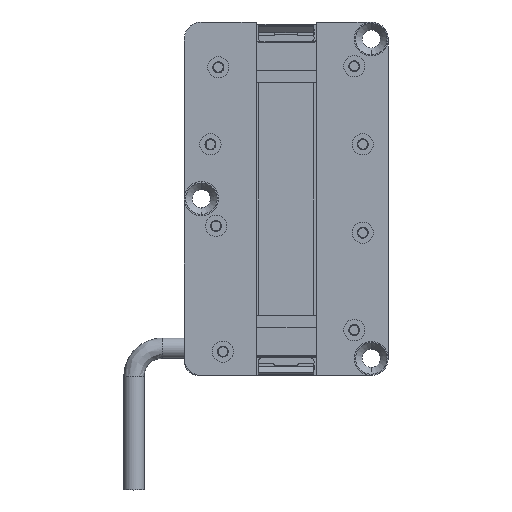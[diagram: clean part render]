
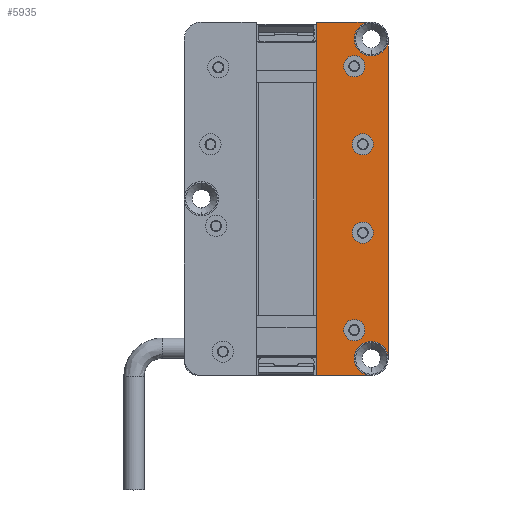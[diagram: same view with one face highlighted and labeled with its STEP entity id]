
A CAD part, front view. The second image highlights one B-rep face of the part: STEP entity #5935.
In plain terms, the highlighted planar face has unit normal (0, -1, 0).
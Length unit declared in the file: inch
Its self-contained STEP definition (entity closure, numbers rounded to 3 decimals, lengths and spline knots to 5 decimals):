
#32 = EDGE_CURVE ( 'NONE', #4779, #1732, #5868, .T. ) ;
#63 = ORIENTED_EDGE ( 'NONE', *, *, #9780, .F. ) ;
#134 = EDGE_CURVE ( 'NONE', #12926, #20964, #3726, .T. ) ;
#337 = LINE ( 'NONE', #20891, #7984 ) ;
#381 = DIRECTION ( 'NONE',  ( 0., 0., -1. ) ) ;
#667 = CARTESIAN_POINT ( 'NONE',  ( 1.65, 0., 3.12 ) ) ;
#751 = DIRECTION ( 'NONE',  ( 0., 1., 0. ) ) ;
#991 = CARTESIAN_POINT ( 'NONE',  ( 1.575, 0., 1.94625 ) ) ;
#1185 = CIRCLE ( 'NONE', #8086, 0.09375 ) ;
#1257 = EDGE_LOOP ( 'NONE', ( #8715, #11210 ) ) ;
#1732 = VERTEX_POINT ( 'NONE', #7065 ) ;
#2133 = AXIS2_PLACEMENT_3D ( 'NONE', #21958, #6623, #8338 ) ;
#2173 = DIRECTION ( 'NONE',  ( 1., 0., 0. ) ) ;
#2303 = DIRECTION ( 'NONE',  ( 0., -1., 0. ) ) ;
#2334 = EDGE_CURVE ( 'NONE', #21673, #10202, #5637, .T. ) ;
#2382 = AXIS2_PLACEMENT_3D ( 'NONE', #14988, #19959, #11366 ) ;
#2518 = CARTESIAN_POINT ( 'NONE',  ( 1.5, 0., 0.49375 ) ) ;
#2808 = DIRECTION ( 'NONE',  ( 0., -1., 0. ) ) ;
#3166 = VERTEX_POINT ( 'NONE', #991 ) ;
#3208 = LINE ( 'NONE', #8308, #21690 ) ;
#3547 = CARTESIAN_POINT ( 'NONE',  ( 1.65, 0., 2.82 ) ) ;
#3564 = LINE ( 'NONE', #8566, #15576 ) ;
#3726 = CIRCLE ( 'NONE', #6249, 0.09375 ) ;
#3868 = DIRECTION ( 'NONE',  ( 0., -1., 0. ) ) ;
#4298 = CARTESIAN_POINT ( 'NONE',  ( 1.165, 0., 3.12 ) ) ;
#4747 = ORIENTED_EDGE ( 'NONE', *, *, #11789, .F. ) ;
#4779 = VERTEX_POINT ( 'NONE', #2518 ) ;
#4862 = ORIENTED_EDGE ( 'NONE', *, *, #16053, .T. ) ;
#4957 = CARTESIAN_POINT ( 'NONE',  ( 1.65, 0., 2.97 ) ) ;
#4966 = EDGE_CURVE ( 'NONE', #1732, #4779, #10046, .T. ) ;
#5339 = CIRCLE ( 'NONE', #7155, 0.09375 ) ;
#5532 = DIRECTION ( 'NONE',  ( 0., 0., 1. ) ) ;
#5637 = CIRCLE ( 'NONE', #2382, 0.09375 ) ;
#5726 = CARTESIAN_POINT ( 'NONE',  ( 1.5, 0., 2.63625 ) ) ;
#5847 = VERTEX_POINT ( 'NONE', #10219 ) ;
#5852 = ORIENTED_EDGE ( 'NONE', *, *, #11224, .F. ) ;
#5868 = CIRCLE ( 'NONE', #14592, 0.09375 ) ;
#5870 = FACE_BOUND ( 'NONE', #18097, .T. ) ;
#5935 = ADVANCED_FACE ( 'NONE', ( #20857, #15791, #5870, #14301, #19828 ), #16123, .F. ) ;
#6034 = DIRECTION ( 'NONE',  ( 0., 0., -1. ) ) ;
#6249 = AXIS2_PLACEMENT_3D ( 'NONE', #15843, #6958, #20683 ) ;
#6446 = VERTEX_POINT ( 'NONE', #9700 ) ;
#6541 = DIRECTION ( 'NONE',  ( 0., 0., 1. ) ) ;
#6596 = EDGE_CURVE ( 'Edge21', #15742, #9162, #337, .T. ) ;
#6602 = VERTEX_POINT ( 'NONE', #3547 ) ;
#6623 = DIRECTION ( 'NONE',  ( 0., -1., 0. ) ) ;
#6958 = DIRECTION ( 'NONE',  ( 0., -1., 0. ) ) ;
#7034 = EDGE_LOOP ( 'NONE', ( #13162, #5852, #4747, #18738, #20580, #4862, #13299, #20256 ) ) ;
#7065 = CARTESIAN_POINT ( 'NONE',  ( 1.5, 0., 0.30625 ) ) ;
#7122 = DIRECTION ( 'NONE',  ( 0., 0., -1. ) ) ;
#7155 = AXIS2_PLACEMENT_3D ( 'NONE', #14852, #3868, #14734 ) ;
#7648 = CIRCLE ( 'NONE', #18501, 0.15 ) ;
#7974 = CARTESIAN_POINT ( 'NONE',  ( 1.575, 0., 2.04 ) ) ;
#7975 = DIRECTION ( 'NONE',  ( 1., 0., 0. ) ) ;
#7984 = VECTOR ( 'NONE', #2173, 39.37008 ) ;
#8086 = AXIS2_PLACEMENT_3D ( 'NONE', #8947, #14168, #10317 ) ;
#8283 = CARTESIAN_POINT ( 'NONE',  ( 1.65, 0., 2.97 ) ) ;
#8308 = CARTESIAN_POINT ( 'NONE',  ( 1.165, 0., 0. ) ) ;
#8338 = DIRECTION ( 'NONE',  ( 0., 0., -1. ) ) ;
#8472 = CARTESIAN_POINT ( 'NONE',  ( 1.8, 0., 2.97 ) ) ;
#8566 = CARTESIAN_POINT ( 'NONE',  ( 1.8, 0., 3.12 ) ) ;
#8700 = VERTEX_POINT ( 'NONE', #12567 ) ;
#8715 = ORIENTED_EDGE ( 'NONE', *, *, #4966, .F. ) ;
#8788 = DIRECTION ( 'NONE',  ( 0., 0., -1. ) ) ;
#8947 = CARTESIAN_POINT ( 'NONE',  ( 1.575, 0., 1.26 ) ) ;
#9162 = VERTEX_POINT ( 'NONE', #667 ) ;
#9465 = CIRCLE ( 'NONE', #17405, 0.09375 ) ;
#9664 = DIRECTION ( 'NONE',  ( 0., -1., 0. ) ) ;
#9700 = CARTESIAN_POINT ( 'NONE',  ( 1.575, 0., 2.13375 ) ) ;
#9731 = DIRECTION ( 'NONE',  ( 0., 0., 1. ) ) ;
#9780 = EDGE_CURVE ( 'NONE', #3166, #6446, #5339, .T. ) ;
#9789 = CARTESIAN_POINT ( 'NONE',  ( 1.165, 0., 3.12 ) ) ;
#9987 = DIRECTION ( 'NONE',  ( 0., -1., 0. ) ) ;
#10046 = CIRCLE ( 'NONE', #12246, 0.09375 ) ;
#10056 = EDGE_LOOP ( 'NONE', ( #10408, #12177 ) ) ;
#10202 = VERTEX_POINT ( 'NONE', #21496 ) ;
#10219 = CARTESIAN_POINT ( 'NONE',  ( 1.165, 0., 0. ) ) ;
#10317 = DIRECTION ( 'NONE',  ( 0., 0., -1. ) ) ;
#10408 = ORIENTED_EDGE ( 'NONE', *, *, #11063, .F. ) ;
#10728 = EDGE_CURVE ( 'NONE', #5847, #21432, #3208, .T. ) ;
#11063 = EDGE_CURVE ( 'NONE', #20964, #12926, #11945, .T. ) ;
#11210 = ORIENTED_EDGE ( 'NONE', *, *, #32, .F. ) ;
#11224 = EDGE_CURVE ( 'NONE', #12590, #8700, #3564, .T. ) ;
#11264 = CARTESIAN_POINT ( 'NONE',  ( 1.65, 0., 0.15 ) ) ;
#11366 = DIRECTION ( 'NONE',  ( 0., 0., -1. ) ) ;
#11453 = CARTESIAN_POINT ( 'NONE',  ( 1.65, 0., 0.15 ) ) ;
#11736 = EDGE_LOOP ( 'NONE', ( #63, #11942 ) ) ;
#11789 = EDGE_CURVE ( 'NONE', #6602, #12590, #22095, .T. ) ;
#11942 = ORIENTED_EDGE ( 'NONE', *, *, #13149, .F. ) ;
#11945 = CIRCLE ( 'NONE', #2133, 0.09375 ) ;
#12005 = CARTESIAN_POINT ( 'NONE',  ( 1.165, 0., 3.12 ) ) ;
#12097 = CARTESIAN_POINT ( 'NONE',  ( 1.5, 0., 2.82375 ) ) ;
#12177 = ORIENTED_EDGE ( 'NONE', *, *, #134, .F. ) ;
#12246 = AXIS2_PLACEMENT_3D ( 'NONE', #20980, #21087, #19268 ) ;
#12567 = CARTESIAN_POINT ( 'NONE',  ( 1.8, 0., 0.15 ) ) ;
#12590 = VERTEX_POINT ( 'NONE', #8472 ) ;
#12926 = VERTEX_POINT ( 'NONE', #12097 ) ;
#13061 = AXIS2_PLACEMENT_3D ( 'NONE', #4957, #21874, #6541 ) ;
#13149 = EDGE_CURVE ( 'NONE', #6446, #3166, #9465, .T. ) ;
#13162 = ORIENTED_EDGE ( 'NONE', *, *, #13465, .F. ) ;
#13299 = ORIENTED_EDGE ( 'NONE', *, *, #10728, .T. ) ;
#13465 = EDGE_CURVE ( 'NONE', #8700, #18742, #19968, .T. ) ;
#13510 = DIRECTION ( 'NONE',  ( 0., 0., 1. ) ) ;
#13577 = EDGE_CURVE ( 'NONE', #9162, #6602, #7648, .T. ) ;
#13723 = ORIENTED_EDGE ( 'NONE', *, *, #19379, .F. ) ;
#13926 = LINE ( 'NONE', #12005, #14656 ) ;
#14168 = DIRECTION ( 'NONE',  ( 0., -1., 0. ) ) ;
#14301 = FACE_BOUND ( 'NONE', #1257, .T. ) ;
#14592 = AXIS2_PLACEMENT_3D ( 'NONE', #21297, #21407, #7122 ) ;
#14656 = VECTOR ( 'NONE', #381, 39.37008 ) ;
#14734 = DIRECTION ( 'NONE',  ( 0., 0., -1. ) ) ;
#14852 = CARTESIAN_POINT ( 'NONE',  ( 1.575, 0., 2.04 ) ) ;
#14882 = CARTESIAN_POINT ( 'NONE',  ( 1.575, 0., 1.16625 ) ) ;
#14988 = CARTESIAN_POINT ( 'NONE',  ( 1.575, 0., 1.26 ) ) ;
#15128 = CARTESIAN_POINT ( 'NONE',  ( 1.65, 0., 0. ) ) ;
#15576 = VECTOR ( 'NONE', #8788, 39.37008 ) ;
#15653 = CARTESIAN_POINT ( 'NONE',  ( 1.65, 0., 0.3 ) ) ;
#15742 = VERTEX_POINT ( 'NONE', #9789 ) ;
#15791 = FACE_BOUND ( 'NONE', #11736, .T. ) ;
#15843 = CARTESIAN_POINT ( 'NONE',  ( 1.5, 0., 2.73 ) ) ;
#16053 = EDGE_CURVE ( 'NONE', #15742, #5847, #13926, .T. ) ;
#16123 = PLANE ( 'NONE',  #22451 ) ;
#17002 = ORIENTED_EDGE ( 'NONE', *, *, #2334, .F. ) ;
#17405 = AXIS2_PLACEMENT_3D ( 'NONE', #7974, #2303, #6034 ) ;
#18042 = DIRECTION ( 'NONE',  ( 0., 0., 1. ) ) ;
#18097 = EDGE_LOOP ( 'NONE', ( #17002, #13723 ) ) ;
#18501 = AXIS2_PLACEMENT_3D ( 'NONE', #8283, #9987, #13510 ) ;
#18738 = ORIENTED_EDGE ( 'NONE', *, *, #13577, .F. ) ;
#18742 = VERTEX_POINT ( 'NONE', #15653 ) ;
#19268 = DIRECTION ( 'NONE',  ( 0., 0., -1. ) ) ;
#19379 = EDGE_CURVE ( 'NONE', #10202, #21673, #1185, .T. ) ;
#19761 = EDGE_CURVE ( 'NONE', #18742, #21432, #21503, .T. ) ;
#19828 = FACE_OUTER_BOUND ( 'NONE', #7034, .T. ) ;
#19959 = DIRECTION ( 'NONE',  ( 0., -1., 0. ) ) ;
#19968 = CIRCLE ( 'NONE', #20313, 0.15 ) ;
#20256 = ORIENTED_EDGE ( 'NONE', *, *, #19761, .F. ) ;
#20313 = AXIS2_PLACEMENT_3D ( 'NONE', #11264, #9664, #18042 ) ;
#20580 = ORIENTED_EDGE ( 'NONE', *, *, #6596, .F. ) ;
#20683 = DIRECTION ( 'NONE',  ( 0., 0., -1. ) ) ;
#20857 = FACE_BOUND ( 'NONE', #10056, .T. ) ;
#20891 = CARTESIAN_POINT ( 'NONE',  ( 1.165, 0., 3.12 ) ) ;
#20964 = VERTEX_POINT ( 'NONE', #5726 ) ;
#20980 = CARTESIAN_POINT ( 'NONE',  ( 1.5, 0., 0.4 ) ) ;
#21087 = DIRECTION ( 'NONE',  ( 0., -1., 0. ) ) ;
#21297 = CARTESIAN_POINT ( 'NONE',  ( 1.5, 0., 0.4 ) ) ;
#21407 = DIRECTION ( 'NONE',  ( 0., -1., 0. ) ) ;
#21432 = VERTEX_POINT ( 'NONE', #15128 ) ;
#21496 = CARTESIAN_POINT ( 'NONE',  ( 1.575, 0., 1.35375 ) ) ;
#21503 = CIRCLE ( 'NONE', #22236, 0.15 ) ;
#21673 = VERTEX_POINT ( 'NONE', #14882 ) ;
#21690 = VECTOR ( 'NONE', #7975, 39.37008 ) ;
#21874 = DIRECTION ( 'NONE',  ( 0., -1., 0. ) ) ;
#21958 = CARTESIAN_POINT ( 'NONE',  ( 1.5, 0., 2.73 ) ) ;
#22095 = CIRCLE ( 'NONE', #13061, 0.15 ) ;
#22236 = AXIS2_PLACEMENT_3D ( 'NONE', #11453, #2808, #9731 ) ;
#22451 = AXIS2_PLACEMENT_3D ( 'NONE', #4298, #751, #5532 ) ;
